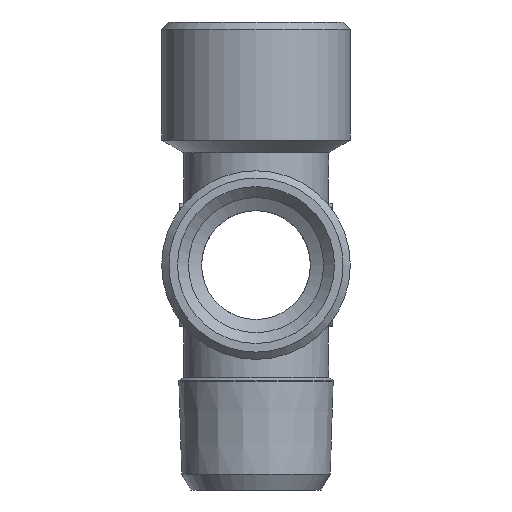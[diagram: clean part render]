
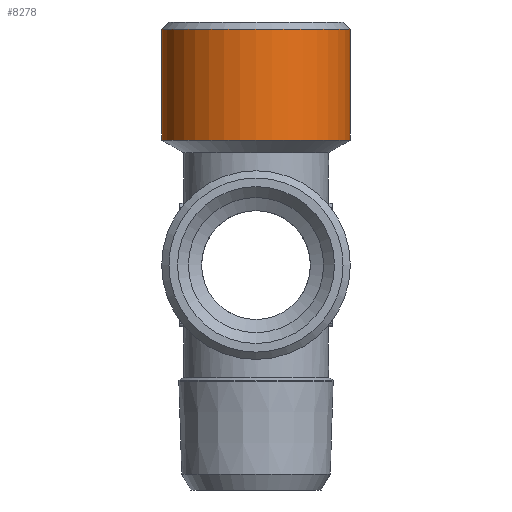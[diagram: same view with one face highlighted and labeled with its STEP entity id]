
A CAD part, left-side view. The second image highlights one B-rep face of the part: STEP entity #8278.
In plain terms, the highlighted cylindrical face has radius 13 mm (diameter 26 mm), a full revolution.
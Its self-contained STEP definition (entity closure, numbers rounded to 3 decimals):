
#2159=CYLINDRICAL_SURFACE('',#8117,13.);
#2305=ORIENTED_EDGE('',*,*,#2864,.F.);
#2306=ORIENTED_EDGE('',*,*,#2865,.T.);
#2612=CIRCLE('',#8116,13.);
#2613=CIRCLE('',#8118,13.);
#2717=VERTEX_POINT('',#6227);
#2718=VERTEX_POINT('',#6230);
#2864=EDGE_CURVE('',#2717,#2717,#2612,.T.);
#2865=EDGE_CURVE('',#2718,#2718,#2613,.T.);
#3002=EDGE_LOOP('',(#2305));
#3003=EDGE_LOOP('',(#2306));
#3122=FACE_BOUND('',#3002,.T.);
#3123=FACE_BOUND('',#3003,.T.);
#3332=DIRECTION('',(0.,-1.,0.));
#3333=DIRECTION('',(0.,0.,13.));
#3334=DIRECTION('',(0.,1.,0.));
#3335=DIRECTION('',(1.,0.,0.));
#3336=DIRECTION('',(0.,-1.,0.));
#3337=DIRECTION('',(0.,0.,13.));
#6227=CARTESIAN_POINT('',(0.,50.732,13.));
#6228=CARTESIAN_POINT('',(0.,50.732,0.));
#6229=CARTESIAN_POINT('',(0.,50.732,0.));
#6230=CARTESIAN_POINT('',(0.,66.,13.));
#6231=CARTESIAN_POINT('',(0.,66.,0.));
#8116=AXIS2_PLACEMENT_3D('',#6228,#3332,#3333);
#8117=AXIS2_PLACEMENT_3D('',#6229,#3334,#3335);
#8118=AXIS2_PLACEMENT_3D('',#6231,#3336,#3337);
#8278=ADVANCED_FACE('',(#3122,#3123),#2159,.T.);
